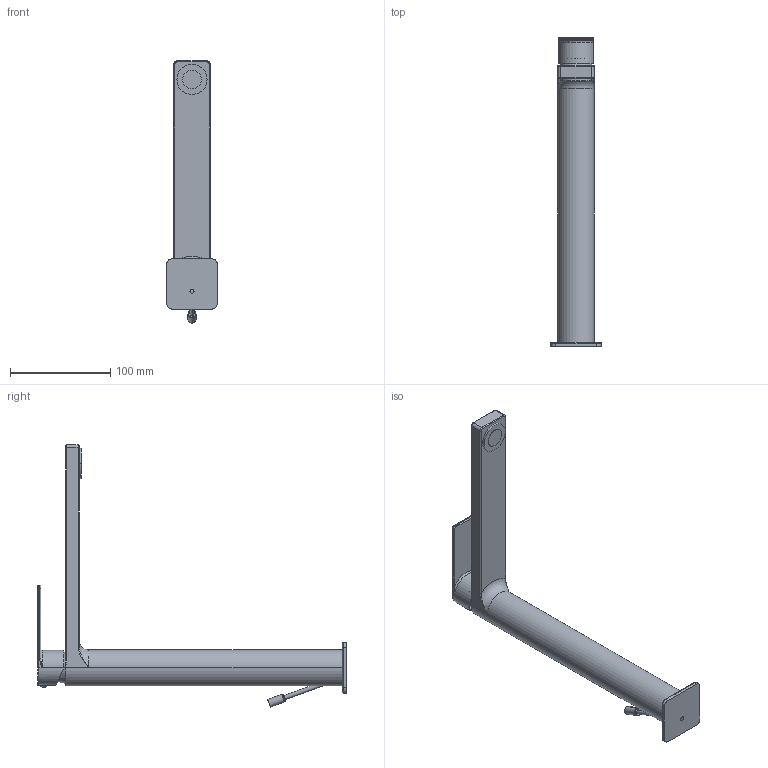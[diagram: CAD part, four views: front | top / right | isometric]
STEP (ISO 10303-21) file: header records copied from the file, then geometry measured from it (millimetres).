
FILE_DESCRIPTION((''),'2;1');
FILE_NAME('TA085CR','2021-01-18T10:08:05',('ut3'),('PAFFONI SpA'),'CREO PARAMETRIC BY PTC INC, 2020044','CREO PARAMETRIC BY PTC INC, 2020044','');
FILE_SCHEMA(('CONFIG_CONTROL_DESIGN','SHAPE_APPEARANCE_LAYERS_GROUPS'));
Length unit declared in the file: millimetre
Products named in the file (1): TA085CR
Bounding box: 50 x 307.2 x 261.02 mm (x, y, z)
Surface area: 71502.8 mm2 (no closed solid volume)
Topology: 0 solids, 12 shells, 93 faces, 209 edges, 125 vertices
Faces by surface type: cylinder 40, plane 22, torus 19, bspline 6, cone 4, sphere 2
Entity records: 3815 total; most frequent: CARTESIAN_POINT 1024, DIRECTION 466, ORIENTED_EDGE 388, EDGE_CURVE 207, AXIS2_PLACEMENT_3D 195, VERTEX_POINT 125, CIRCLE 108, FILL_AREA_STYLE_COLOUR 99
